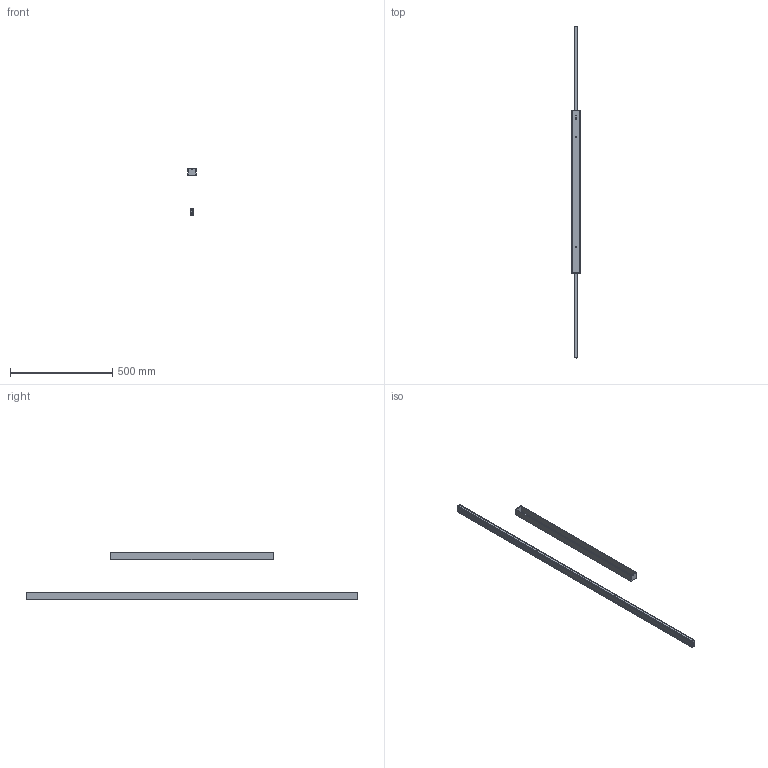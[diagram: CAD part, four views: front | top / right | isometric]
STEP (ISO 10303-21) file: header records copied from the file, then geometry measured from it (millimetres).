
FILE_DESCRIPTION(/* description */ ('This is a sample STEP configuration'),/* implementation_level */ '2;1');
FILE_NAME(/* name */ '708-010211xxxxxx SIMPLE.ipt_Rev_00.stp',/* time_stamp */ '2023-04-19T11:07:41+02:00',/* author */ ('powerJobs'),/* organization */ ('coolOrange'),/* preprocessor_version */ 'ST-DEVELOPER v19.2',/* originating_system */ 'Autodesk Inventor 2023',/* authorisation */ '');
FILE_SCHEMA (('AUTOMOTIVE_DESIGN { 1 0 10303 214 3 1 1 }'));
Length unit declared in the file: millimetre
Products named in the file (1): ENG000028871
Bounding box: 40 x 1626 x 228.55 mm (x, y, z)
Volume: 431335.8 mm3; surface area: 712455.6 mm2
Topology: 4 solids, 4 shells, 649 faces, 1833 edges, 1172 vertices
Faces by surface type: plane 346, cylinder 283, cone 12, sphere 8
Full cylindrical faces by diameter (mm): 1.7 x1, 2 x6, 2.459 x2
Entity records: 21527 total; most frequent: CARTESIAN_POINT 4327, ORIENTED_EDGE 3666, DIRECTION 3565, EDGE_CURVE 1833, LINE 1265, VECTOR 1265, VERTEX_POINT 1172, AXIS2_PLACEMENT_3D 1150
